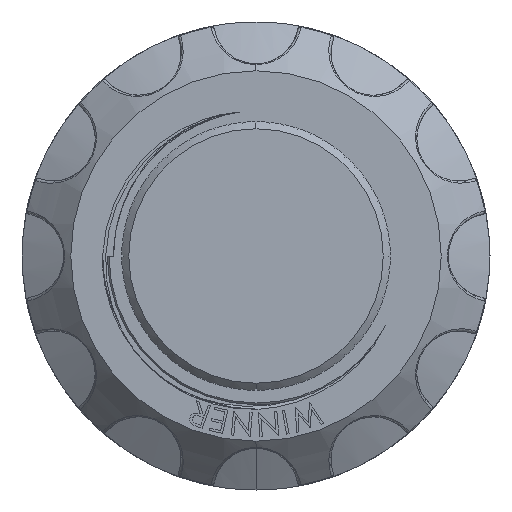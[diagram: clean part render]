
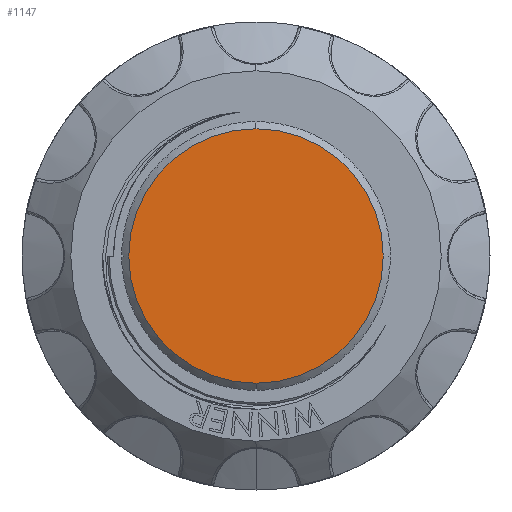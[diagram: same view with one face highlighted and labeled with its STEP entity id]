
A CAD part, left-side view. The second image highlights one B-rep face of the part: STEP entity #1147.
In plain terms, the highlighted planar face has unit normal (-1, 0, 0).
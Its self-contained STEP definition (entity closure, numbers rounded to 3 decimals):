
#180 = DIRECTION ( 'NONE',  ( -1., 0., 0. ) ) ;
#1147 = ADVANCED_FACE ( 'NONE', ( #13834 ), #29176, .F. ) ;
#1248 = DIRECTION ( 'NONE',  ( -1., 0., 0. ) ) ;
#5101 = AXIS2_PLACEMENT_3D ( 'NONE', #24006, #14147, #26879 ) ;
#10315 = CARTESIAN_POINT ( 'NONE',  ( -100.7, 0., 0. ) ) ;
#10923 = ORIENTED_EDGE ( 'NONE', *, *, #26866, .T. ) ;
#10994 = VERTEX_POINT ( 'NONE', #20497 ) ;
#13834 = FACE_OUTER_BOUND ( 'NONE', #16296, .T. ) ;
#14147 = DIRECTION ( 'NONE',  ( 1., 0., 0. ) ) ;
#14269 = DIRECTION ( 'NONE',  ( 0., 0., -1. ) ) ;
#16296 = EDGE_LOOP ( 'NONE', ( #24662, #10923 ) ) ;
#16379 = CARTESIAN_POINT ( 'NONE',  ( -100.7, 0., -9. ) ) ;
#18824 = CARTESIAN_POINT ( 'NONE',  ( -100.7, 0., 0. ) ) ;
#20385 = CIRCLE ( 'NONE', #23451, 9. ) ;
#20497 = CARTESIAN_POINT ( 'NONE',  ( -100.7, 0., 9. ) ) ;
#23451 = AXIS2_PLACEMENT_3D ( 'NONE', #18824, #1248, #14269 ) ;
#23579 = EDGE_CURVE ( 'NONE', #32130, #10994, #20385, .T. ) ;
#24006 = CARTESIAN_POINT ( 'NONE',  ( -100.7, 0., 0. ) ) ;
#24662 = ORIENTED_EDGE ( 'NONE', *, *, #23579, .T. ) ;
#26866 = EDGE_CURVE ( 'NONE', #10994, #32130, #27410, .T. ) ;
#26879 = DIRECTION ( 'NONE',  ( 0., 0., -1. ) ) ;
#27410 = CIRCLE ( 'NONE', #29210, 9. ) ;
#29176 = PLANE ( 'NONE',  #5101 ) ;
#29210 = AXIS2_PLACEMENT_3D ( 'NONE', #10315, #180, #30887 ) ;
#30887 = DIRECTION ( 'NONE',  ( 0., 0., -1. ) ) ;
#32130 = VERTEX_POINT ( 'NONE', #16379 ) ;
